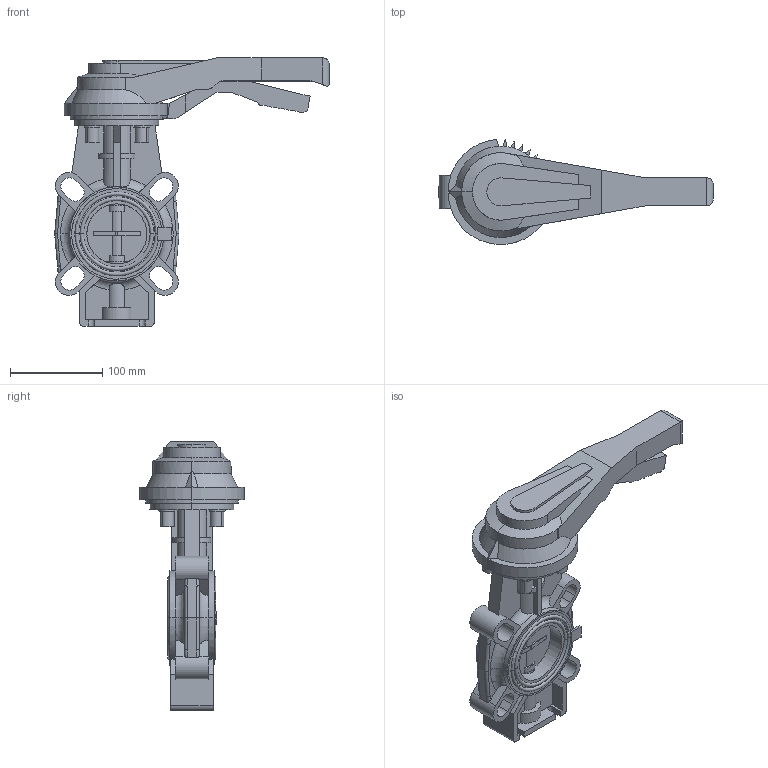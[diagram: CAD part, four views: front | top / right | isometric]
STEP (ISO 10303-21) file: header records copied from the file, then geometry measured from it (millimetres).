
FILE_DESCRIPTION(('STEP AP214'),'1');
FILE_NAME('cctmp_CE5DC1A5-D910-41EF-A4D9-36DF9AC92D9B_2018_12_7_13_23_11_403..stp','2018-12-07T12:23:11',('Praher Valves GmbH'),('CADClick - www.CADClick.com'),'Spatial InterOp 3D',' ','unknown authorization');
FILE_SCHEMA(('AUTOMOTIVE_DESIGN'));
Length unit declared in the file: millimetre
Products named in the file (1): 1
Bounding box: 297.26 x 113.68 x 290.76 mm (x, y, z)
Volume: 1375300.5 mm3; surface area: 224951.9 mm2
Topology: 2 solids, 3 shells, 508 faces, 1453 edges, 957 vertices
Faces by surface type: plane 301, cylinder 174, torus 26, cone 7
Entity records: 23065 total; most frequent: CARTESIAN_POINT 5345, ORIENTED_EDGE 2906, DIRECTION 2871, EDGE_CURVE 1453, AXIS2_PLACEMENT_3D 978, VERTEX_POINT 957, LINE 915, VECTOR 915
